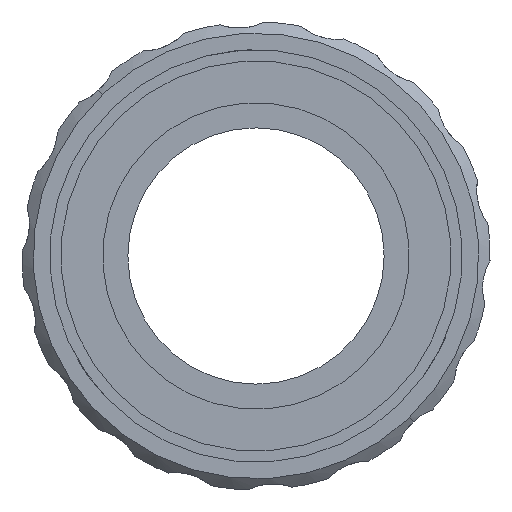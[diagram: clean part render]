
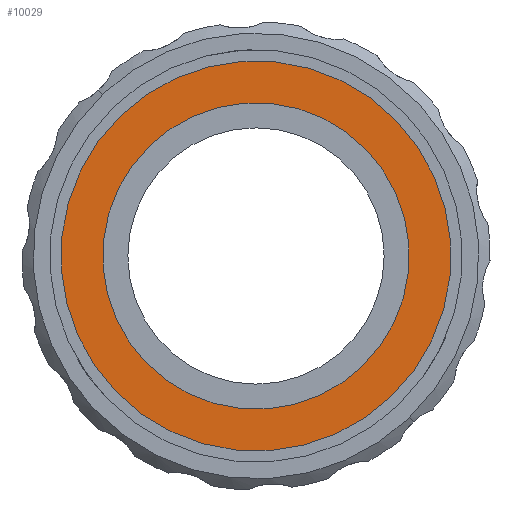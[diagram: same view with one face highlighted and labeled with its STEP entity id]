
A CAD part, front view. The second image highlights one B-rep face of the part: STEP entity #10029.
In plain terms, the highlighted planar face has unit normal (0, -1, 0).
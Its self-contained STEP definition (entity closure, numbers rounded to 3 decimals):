
#116 = CARTESIAN_POINT ( 'NONE',  ( 5.972, -35.549, 44.903 ) ) ;
#172 = CARTESIAN_POINT ( 'NONE',  ( -9.778, -35.549, 52.533 ) ) ;
#220 = DIRECTION ( 'NONE',  ( 0., -1., 0. ) ) ;
#969 = ORIENTED_EDGE ( 'NONE', *, *, #8521, .F. ) ;
#1125 = FACE_OUTER_BOUND ( 'NONE', #3646, .T. ) ;
#1231 = CARTESIAN_POINT ( 'NONE',  ( 13.601, -35.549, 60.653 ) ) ;
#1445 = CARTESIAN_POINT ( 'NONE',  ( 5.972, -35.549, 44.903 ) ) ;
#1494 = DIRECTION ( 'NONE',  ( -0.9, 0., 0.436 ) ) ;
#1500 = CIRCLE ( 'NONE', #4146, 13.75 ) ;
#2087 = ORIENTED_EDGE ( 'NONE', *, *, #2626, .T. ) ;
#2431 = DIRECTION ( 'NONE',  ( -0.9, 0., 0.436 ) ) ;
#2503 = DIRECTION ( 'NONE',  ( 0., -1., 0. ) ) ;
#2622 = CIRCLE ( 'NONE', #5376, 17.5 ) ;
#2626 = EDGE_CURVE ( 'NONE', #3669, #3050, #2622, .T. ) ;
#3050 = VERTEX_POINT ( 'NONE', #3138 ) ;
#3138 = CARTESIAN_POINT ( 'NONE',  ( 21.721, -35.549, 37.274 ) ) ;
#3404 = FACE_BOUND ( 'NONE', #7960, .T. ) ;
#3422 = ORIENTED_EDGE ( 'NONE', *, *, #4549, .F. ) ;
#3634 = DIRECTION ( 'NONE',  ( 0., -1., 0. ) ) ;
#3639 = CIRCLE ( 'NONE', #7032, 13.75 ) ;
#3646 = EDGE_LOOP ( 'NONE', ( #2087, #5634 ) ) ;
#3669 = VERTEX_POINT ( 'NONE', #172 ) ;
#3851 = VERTEX_POINT ( 'NONE', #9682 ) ;
#4146 = AXIS2_PLACEMENT_3D ( 'NONE', #6418, #9422, #6367 ) ;
#4328 = DIRECTION ( 'NONE',  ( 0., 1., 0. ) ) ;
#4469 = CARTESIAN_POINT ( 'NONE',  ( 18.346, -35.549, 38.909 ) ) ;
#4549 = EDGE_CURVE ( 'NONE', #9086, #3851, #1500, .T. ) ;
#4922 = EDGE_CURVE ( 'NONE', #3050, #3669, #9588, .T. ) ;
#5376 = AXIS2_PLACEMENT_3D ( 'NONE', #1445, #3634, #1494 ) ;
#5608 = DIRECTION ( 'NONE',  ( -0.9, 0., 0.436 ) ) ;
#5634 = ORIENTED_EDGE ( 'NONE', *, *, #4922, .T. ) ;
#5732 = AXIS2_PLACEMENT_3D ( 'NONE', #1231, #4328, #9570 ) ;
#6367 = DIRECTION ( 'NONE',  ( -0.9, 0., 0.436 ) ) ;
#6368 = CARTESIAN_POINT ( 'NONE',  ( 5.972, -35.549, 44.903 ) ) ;
#6418 = CARTESIAN_POINT ( 'NONE',  ( 5.972, -35.549, 44.903 ) ) ;
#6457 = PLANE ( 'NONE',  #5732 ) ;
#7032 = AXIS2_PLACEMENT_3D ( 'NONE', #6368, #2503, #5608 ) ;
#7456 = AXIS2_PLACEMENT_3D ( 'NONE', #116, #220, #2431 ) ;
#7960 = EDGE_LOOP ( 'NONE', ( #969, #3422 ) ) ;
#8521 = EDGE_CURVE ( 'NONE', #3851, #9086, #3639, .T. ) ;
#9086 = VERTEX_POINT ( 'NONE', #4469 ) ;
#9422 = DIRECTION ( 'NONE',  ( 0., -1., 0. ) ) ;
#9570 = DIRECTION ( 'NONE',  ( 0.9, 0., -0.436 ) ) ;
#9588 = CIRCLE ( 'NONE', #7456, 17.5 ) ;
#9682 = CARTESIAN_POINT ( 'NONE',  ( -6.403, -35.549, 50.898 ) ) ;
#10029 = ADVANCED_FACE ( 'NONE', ( #3404, #1125 ), #6457, .F. ) ;
